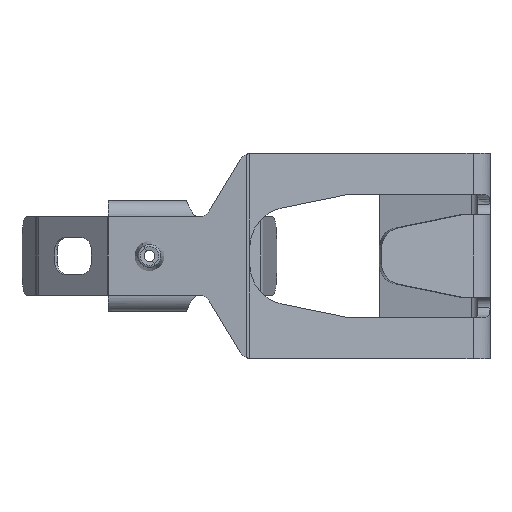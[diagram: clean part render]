
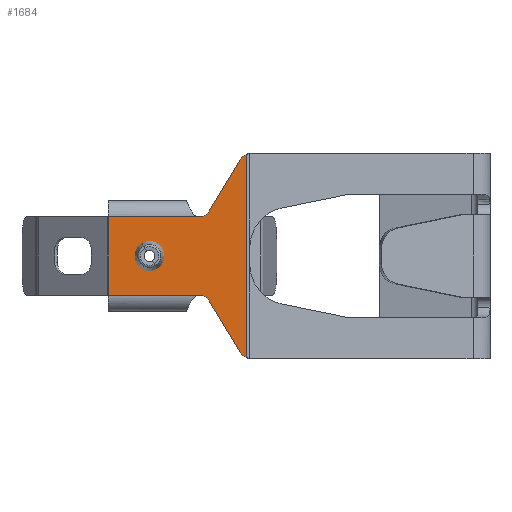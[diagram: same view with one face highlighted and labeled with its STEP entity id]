
A CAD part, left-side view. The second image highlights one B-rep face of the part: STEP entity #1684.
In plain terms, the highlighted planar face has unit normal (-1, 0, 0).
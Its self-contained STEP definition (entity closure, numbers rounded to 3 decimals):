
#37 = VERTEX_POINT ( 'NONE', #5980 ) ;
#39 = ORIENTED_EDGE ( 'NONE', *, *, #185, .F. ) ;
#134 = CIRCLE ( 'NONE', #1891, 2.9 ) ;
#185 = EDGE_CURVE ( 'NONE', #5863, #5630, #610, .T. ) ;
#226 = AXIS2_PLACEMENT_3D ( 'NONE', #3640, #616, #4138 ) ;
#248 = CARTESIAN_POINT ( 'NONE',  ( -12.079, 92.847, -9.5 ) ) ;
#282 = CARTESIAN_POINT ( 'NONE',  ( -12.079, 70.847, -9.5 ) ) ;
#500 = CARTESIAN_POINT ( 'NONE',  ( -12.079, 92.847, 22. ) ) ;
#610 = LINE ( 'NONE', #1459, #5484 ) ;
#616 = DIRECTION ( 'NONE',  ( 1., 0., 0. ) ) ;
#677 = CARTESIAN_POINT ( 'NONE',  ( -12.079, 68.275, -10.956 ) ) ;
#680 = CARTESIAN_POINT ( 'NONE',  ( -12.079, 70.847, 12.5 ) ) ;
#731 = CARTESIAN_POINT ( 'NONE',  ( -12.079, 82.847, 0. ) ) ;
#759 = VECTOR ( 'NONE', #1024, 1000. ) ;
#814 = EDGE_CURVE ( 'NONE', #4638, #5713, #2836, .T. ) ;
#934 = DIRECTION ( 'NONE',  ( 0., -0.515, 0.857 ) ) ;
#987 = ORIENTED_EDGE ( 'NONE', *, *, #814, .T. ) ;
#1024 = DIRECTION ( 'NONE',  ( 0., 0., 1. ) ) ;
#1194 = FACE_OUTER_BOUND ( 'NONE', #2991, .T. ) ;
#1212 = DIRECTION ( 'NONE',  ( 0., 1., 0. ) ) ;
#1243 = DIRECTION ( 'NONE',  ( 0., -1., 0. ) ) ;
#1268 = CARTESIAN_POINT ( 'NONE',  ( -12.079, 68.275, 10.956 ) ) ;
#1269 = CIRCLE ( 'NONE', #1685, 2.9 ) ;
#1349 = CARTESIAN_POINT ( 'NONE',  ( -12.079, 60.721, -23.544 ) ) ;
#1369 = EDGE_CURVE ( 'NONE', #6209, #3048, #134, .T. ) ;
#1459 = CARTESIAN_POINT ( 'NONE',  ( -12.079, 59.327, 25. ) ) ;
#1605 = ORIENTED_EDGE ( 'NONE', *, *, #4497, .F. ) ;
#1621 = CIRCLE ( 'NONE', #6279, 3. ) ;
#1655 = VERTEX_POINT ( 'NONE', #282 ) ;
#1666 = CIRCLE ( 'NONE', #4126, 3. ) ;
#1684 = ADVANCED_FACE ( 'NONE', ( #1194, #4876 ), #5803, .T. ) ;
#1685 = AXIS2_PLACEMENT_3D ( 'NONE', #731, #4249, #1243 ) ;
#1769 = DIRECTION ( 'NONE',  ( -1., 0., 0. ) ) ;
#1868 = ORIENTED_EDGE ( 'NONE', *, *, #1369, .T. ) ;
#1891 = AXIS2_PLACEMENT_3D ( 'NONE', #2368, #5849, #2870 ) ;
#1895 = EDGE_CURVE ( 'NONE', #3048, #6209, #1269, .T. ) ;
#1961 = VERTEX_POINT ( 'NONE', #1349 ) ;
#1967 = CARTESIAN_POINT ( 'NONE',  ( -12.079, 58.149, 22. ) ) ;
#2019 = CARTESIAN_POINT ( 'NONE',  ( -12.079, 92.847, 9.5 ) ) ;
#2094 = CARTESIAN_POINT ( 'NONE',  ( -12.079, -26.551, -9.5 ) ) ;
#2181 = CARTESIAN_POINT ( 'NONE',  ( -12.079, 70.847, 9.5 ) ) ;
#2319 = CARTESIAN_POINT ( 'NONE',  ( -12.079, -26.551, 25. ) ) ;
#2335 = EDGE_CURVE ( 'NONE', #5630, #1961, #6042, .T. ) ;
#2368 = CARTESIAN_POINT ( 'NONE',  ( -12.079, 82.847, 0. ) ) ;
#2408 = EDGE_CURVE ( 'NONE', #1961, #4100, #5577, .T. ) ;
#2454 = ORIENTED_EDGE ( 'NONE', *, *, #2408, .F. ) ;
#2494 = DIRECTION ( 'NONE',  ( 0., -1., 0. ) ) ;
#2627 = DIRECTION ( 'NONE',  ( 0., 1., 0. ) ) ;
#2672 = CIRCLE ( 'NONE', #5889, 3. ) ;
#2683 = VECTOR ( 'NONE', #3956, 1000. ) ;
#2819 = DIRECTION ( 'NONE',  ( -1., 0., 0. ) ) ;
#2836 = LINE ( 'NONE', #4975, #2683 ) ;
#2844 = ORIENTED_EDGE ( 'NONE', *, *, #1895, .T. ) ;
#2870 = DIRECTION ( 'NONE',  ( 0., -1., 0. ) ) ;
#2941 = VECTOR ( 'NONE', #2627, 1000. ) ;
#2991 = EDGE_LOOP ( 'NONE', ( #39, #4819, #5923, #6242, #987, #4787, #1605, #6487, #2454, #5204 ) ) ;
#3048 = VERTEX_POINT ( 'NONE', #5321 ) ;
#3069 = VECTOR ( 'NONE', #5208, 1000. ) ;
#3157 = VECTOR ( 'NONE', #934, 1000. ) ;
#3484 = DIRECTION ( 'NONE',  ( 0., 0., -1. ) ) ;
#3567 = EDGE_CURVE ( 'NONE', #4638, #5346, #1621, .T. ) ;
#3640 = CARTESIAN_POINT ( 'NONE',  ( -12.079, 58.149, -22. ) ) ;
#3667 = EDGE_CURVE ( 'NONE', #4100, #1655, #2672, .T. ) ;
#3710 = CARTESIAN_POINT ( 'NONE',  ( -12.079, 85.747, 0. ) ) ;
#3956 = DIRECTION ( 'NONE',  ( 0., 1., 0. ) ) ;
#4100 = VERTEX_POINT ( 'NONE', #5767 ) ;
#4126 = AXIS2_PLACEMENT_3D ( 'NONE', #1967, #5482, #2494 ) ;
#4138 = DIRECTION ( 'NONE',  ( 0., 1., 0. ) ) ;
#4193 = CARTESIAN_POINT ( 'NONE',  ( -12.079, 59.327, 24.759 ) ) ;
#4207 = DIRECTION ( 'NONE',  ( -1., 0., 0. ) ) ;
#4249 = DIRECTION ( 'NONE',  ( 1., 0., 0. ) ) ;
#4431 = CARTESIAN_POINT ( 'NONE',  ( -12.079, 68.275, 10.956 ) ) ;
#4497 = EDGE_CURVE ( 'NONE', #1655, #4714, #5579, .T. ) ;
#4638 = VERTEX_POINT ( 'NONE', #2181 ) ;
#4714 = VERTEX_POINT ( 'NONE', #248 ) ;
#4766 = EDGE_CURVE ( 'NONE', #5346, #37, #5821, .T. ) ;
#4768 = LINE ( 'NONE', #500, #759 ) ;
#4781 = CARTESIAN_POINT ( 'NONE',  ( -12.079, 70.847, -12.5 ) ) ;
#4787 = ORIENTED_EDGE ( 'NONE', *, *, #5962, .F. ) ;
#4808 = EDGE_CURVE ( 'NONE', #37, #5863, #1666, .T. ) ;
#4819 = ORIENTED_EDGE ( 'NONE', *, *, #4808, .F. ) ;
#4876 = FACE_BOUND ( 'NONE', #4984, .T. ) ;
#4975 = CARTESIAN_POINT ( 'NONE',  ( -12.079, -26.551, 9.5 ) ) ;
#4984 = EDGE_LOOP ( 'NONE', ( #2844, #1868 ) ) ;
#5000 = CARTESIAN_POINT ( 'NONE',  ( -12.079, 59.327, -24.759 ) ) ;
#5204 = ORIENTED_EDGE ( 'NONE', *, *, #2335, .F. ) ;
#5208 = DIRECTION ( 'NONE',  ( 0., 0.515, 0.857 ) ) ;
#5280 = DIRECTION ( 'NONE',  ( 0., -1., 0. ) ) ;
#5321 = CARTESIAN_POINT ( 'NONE',  ( -12.079, 79.947, 0. ) ) ;
#5346 = VERTEX_POINT ( 'NONE', #1268 ) ;
#5383 = AXIS2_PLACEMENT_3D ( 'NONE', #2319, #2819, #6310 ) ;
#5482 = DIRECTION ( 'NONE',  ( 1., 0., 0. ) ) ;
#5484 = VECTOR ( 'NONE', #3484, 1000. ) ;
#5577 = LINE ( 'NONE', #677, #3069 ) ;
#5579 = LINE ( 'NONE', #2094, #2941 ) ;
#5630 = VERTEX_POINT ( 'NONE', #5000 ) ;
#5713 = VERTEX_POINT ( 'NONE', #2019 ) ;
#5767 = CARTESIAN_POINT ( 'NONE',  ( -12.079, 68.275, -10.956 ) ) ;
#5803 = PLANE ( 'NONE',  #5383 ) ;
#5821 = LINE ( 'NONE', #4431, #3157 ) ;
#5849 = DIRECTION ( 'NONE',  ( 1., 0., 0. ) ) ;
#5863 = VERTEX_POINT ( 'NONE', #4193 ) ;
#5889 = AXIS2_PLACEMENT_3D ( 'NONE', #4781, #1769, #5280 ) ;
#5923 = ORIENTED_EDGE ( 'NONE', *, *, #4766, .F. ) ;
#5962 = EDGE_CURVE ( 'NONE', #4714, #5713, #4768, .T. ) ;
#5980 = CARTESIAN_POINT ( 'NONE',  ( -12.079, 60.721, 23.544 ) ) ;
#6042 = CIRCLE ( 'NONE', #226, 3. ) ;
#6209 = VERTEX_POINT ( 'NONE', #3710 ) ;
#6242 = ORIENTED_EDGE ( 'NONE', *, *, #3567, .F. ) ;
#6279 = AXIS2_PLACEMENT_3D ( 'NONE', #680, #4207, #1212 ) ;
#6310 = DIRECTION ( 'NONE',  ( 0., 1., 0. ) ) ;
#6487 = ORIENTED_EDGE ( 'NONE', *, *, #3667, .F. ) ;
